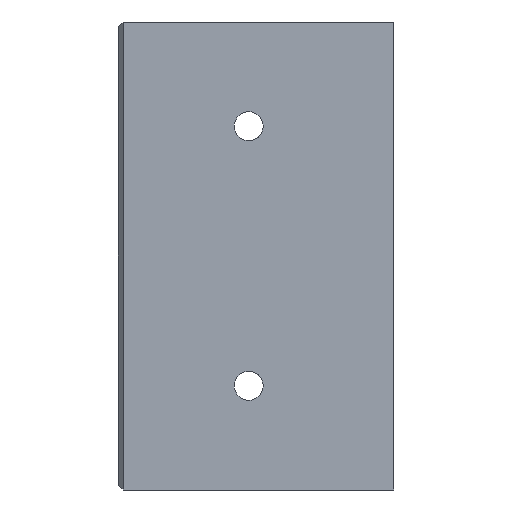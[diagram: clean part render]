
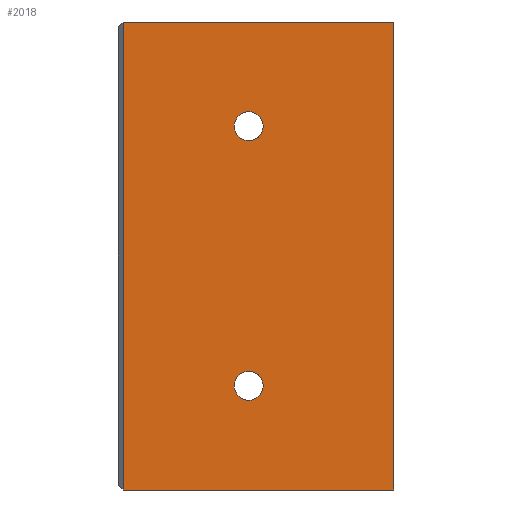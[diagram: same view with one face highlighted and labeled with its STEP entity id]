
A CAD part, left-side view. The second image highlights one B-rep face of the part: STEP entity #2018.
In plain terms, the highlighted planar face has unit normal (-1, 0, 0).
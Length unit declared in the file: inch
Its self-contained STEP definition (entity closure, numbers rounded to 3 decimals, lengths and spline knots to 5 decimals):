
#41 = DIRECTION ( 'NONE',  ( -1., 0., 0. ) ) ;
#65 = VERTEX_POINT ( 'NONE', #1723 ) ;
#71 = EDGE_CURVE ( 'NONE', #2264, #90, #1709, .T. ) ;
#90 = VERTEX_POINT ( 'NONE', #1851 ) ;
#100 = EDGE_LOOP ( 'NONE', ( #2192, #1971, #2221, #1312 ) ) ;
#110 = VERTEX_POINT ( 'NONE', #2331 ) ;
#141 = ORIENTED_EDGE ( 'NONE', *, *, #1450, .F. ) ;
#216 = VERTEX_POINT ( 'NONE', #1196 ) ;
#314 = DIRECTION ( 'NONE',  ( -1., 0., 0. ) ) ;
#353 = PLANE ( 'NONE',  #622 ) ;
#356 = VERTEX_POINT ( 'NONE', #1467 ) ;
#386 = DIRECTION ( 'NONE',  ( 0., 0., 1. ) ) ;
#389 = CARTESIAN_POINT ( 'NONE',  ( -0.75, 0.586, 1.01 ) ) ;
#421 = CARTESIAN_POINT ( 'NONE',  ( -0.75, -0.601, 1.01 ) ) ;
#557 = EDGE_CURVE ( 'NONE', #65, #110, #1387, .T. ) ;
#574 = VECTOR ( 'NONE', #1419, 39.37008 ) ;
#622 = AXIS2_PLACEMENT_3D ( 'NONE', #2081, #730, #1702 ) ;
#625 = VECTOR ( 'NONE', #1510, 39.37008 ) ;
#662 = CARTESIAN_POINT ( 'NONE',  ( -0.75, 0.024, 0.56 ) ) ;
#673 = DIRECTION ( 'NONE',  ( -1., 0., 0. ) ) ;
#718 = FACE_BOUND ( 'NONE', #1795, .T. ) ;
#730 = DIRECTION ( 'NONE',  ( 1., 0., 0. ) ) ;
#759 = CARTESIAN_POINT ( 'NONE',  ( -0.75, -0.601, -1.01 ) ) ;
#801 = LINE ( 'NONE', #421, #2155 ) ;
#832 = CARTESIAN_POINT ( 'NONE',  ( -0.75, 0.024, -0.56 ) ) ;
#842 = DIRECTION ( 'NONE',  ( 0., 0., 1. ) ) ;
#1128 = CARTESIAN_POINT ( 'NONE',  ( -0.75, 0.586, -1.01 ) ) ;
#1137 = VECTOR ( 'NONE', #1952, 39.37008 ) ;
#1196 = CARTESIAN_POINT ( 'NONE',  ( -0.75, 0.024, 0.6225 ) ) ;
#1261 = DIRECTION ( 'NONE',  ( -1., 0., 0. ) ) ;
#1278 = EDGE_CURVE ( 'NONE', #2492, #2105, #1288, .T. ) ;
#1288 = LINE ( 'NONE', #1128, #574 ) ;
#1312 = ORIENTED_EDGE ( 'NONE', *, *, #1460, .F. ) ;
#1324 = ORIENTED_EDGE ( 'NONE', *, *, #71, .F. ) ;
#1329 = EDGE_LOOP ( 'NONE', ( #1619, #141 ) ) ;
#1339 = CARTESIAN_POINT ( 'NONE',  ( -0.75, 0.024, -0.56 ) ) ;
#1387 = LINE ( 'NONE', #389, #1137 ) ;
#1419 = DIRECTION ( 'NONE',  ( 0., -1., 0. ) ) ;
#1450 = EDGE_CURVE ( 'NONE', #356, #216, #2473, .T. ) ;
#1460 = EDGE_CURVE ( 'NONE', #110, #2105, #801, .T. ) ;
#1467 = CARTESIAN_POINT ( 'NONE',  ( -0.75, 0.024, 0.4975 ) ) ;
#1502 = FACE_OUTER_BOUND ( 'NONE', #100, .T. ) ;
#1510 = DIRECTION ( 'NONE',  ( 0., 0., -1. ) ) ;
#1534 = DIRECTION ( 'NONE',  ( 0., 0., 1. ) ) ;
#1619 = ORIENTED_EDGE ( 'NONE', *, *, #1988, .F. ) ;
#1651 = EDGE_CURVE ( 'NONE', #90, #2264, #2119, .T. ) ;
#1687 = CARTESIAN_POINT ( 'NONE',  ( -0.75, 0.566, 1.01 ) ) ;
#1694 = ORIENTED_EDGE ( 'NONE', *, *, #1651, .F. ) ;
#1702 = DIRECTION ( 'NONE',  ( 0., 1., 0. ) ) ;
#1709 = CIRCLE ( 'NONE', #1872, 0.0625 ) ;
#1723 = CARTESIAN_POINT ( 'NONE',  ( -0.75, 0.566, 1.01 ) ) ;
#1744 = FACE_BOUND ( 'NONE', #1329, .T. ) ;
#1761 = AXIS2_PLACEMENT_3D ( 'NONE', #832, #41, #842 ) ;
#1795 = EDGE_LOOP ( 'NONE', ( #1694, #1324 ) ) ;
#1851 = CARTESIAN_POINT ( 'NONE',  ( -0.75, 0.024, -0.4975 ) ) ;
#1872 = AXIS2_PLACEMENT_3D ( 'NONE', #1339, #1261, #1534 ) ;
#1952 = DIRECTION ( 'NONE',  ( 0., -1., 0. ) ) ;
#1971 = ORIENTED_EDGE ( 'NONE', *, *, #2495, .T. ) ;
#1988 = EDGE_CURVE ( 'NONE', #216, #356, #2479, .T. ) ;
#2018 = ADVANCED_FACE ( 'NONE', ( #1744, #718, #1502 ), #353, .F. ) ;
#2076 = CARTESIAN_POINT ( 'NONE',  ( -0.75, 0.566, -1.01 ) ) ;
#2081 = CARTESIAN_POINT ( 'NONE',  ( -0.75, 0.586, 1.01 ) ) ;
#2105 = VERTEX_POINT ( 'NONE', #759 ) ;
#2119 = CIRCLE ( 'NONE', #1761, 0.0625 ) ;
#2126 = DIRECTION ( 'NONE',  ( 0., 0., -1. ) ) ;
#2155 = VECTOR ( 'NONE', #2126, 39.37008 ) ;
#2192 = ORIENTED_EDGE ( 'NONE', *, *, #557, .F. ) ;
#2217 = DIRECTION ( 'NONE',  ( 0., 0., 1. ) ) ;
#2221 = ORIENTED_EDGE ( 'NONE', *, *, #1278, .T. ) ;
#2243 = CARTESIAN_POINT ( 'NONE',  ( -0.75, 0.024, 0.56 ) ) ;
#2264 = VERTEX_POINT ( 'NONE', #2314 ) ;
#2276 = AXIS2_PLACEMENT_3D ( 'NONE', #2243, #314, #386 ) ;
#2314 = CARTESIAN_POINT ( 'NONE',  ( -0.75, 0.024, -0.6225 ) ) ;
#2331 = CARTESIAN_POINT ( 'NONE',  ( -0.75, -0.601, 1.01 ) ) ;
#2359 = AXIS2_PLACEMENT_3D ( 'NONE', #662, #673, #2217 ) ;
#2435 = LINE ( 'NONE', #1687, #625 ) ;
#2473 = CIRCLE ( 'NONE', #2276, 0.0625 ) ;
#2479 = CIRCLE ( 'NONE', #2359, 0.0625 ) ;
#2492 = VERTEX_POINT ( 'NONE', #2076 ) ;
#2495 = EDGE_CURVE ( 'NONE', #65, #2492, #2435, .T. ) ;
